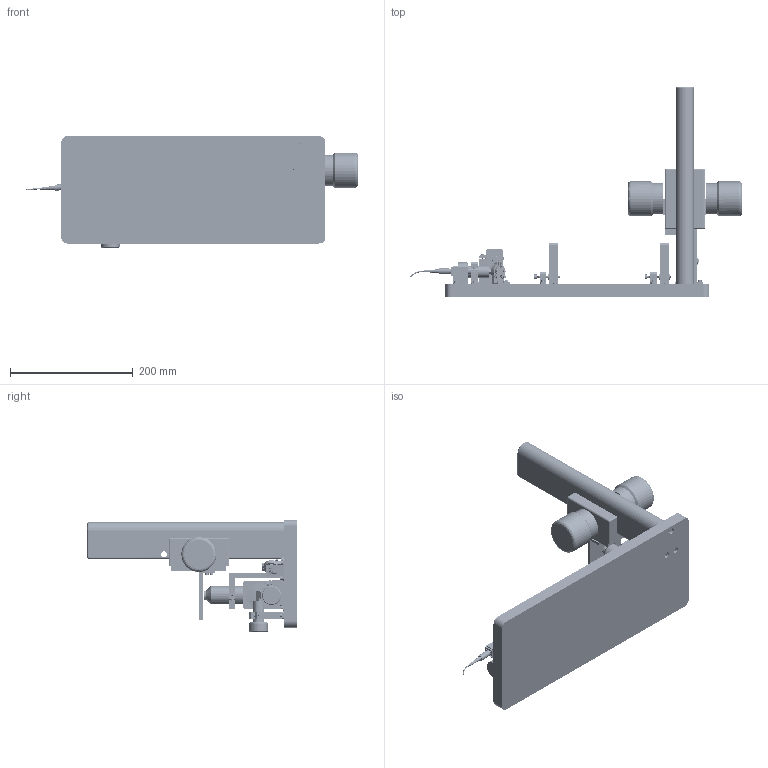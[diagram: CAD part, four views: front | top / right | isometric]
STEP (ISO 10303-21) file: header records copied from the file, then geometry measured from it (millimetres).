
FILE_DESCRIPTION (( 'STEP AP203' ), '1' );
FILE_NAME ('科研oct.STEP', '2022-05-12T05:21:37', ( '个人用户' ), ( '微软中国' ), 'SwSTEP 2.0', 'SolidWorks 2016', '' );
FILE_SCHEMA (( 'CONFIG_CONTROL_DESIGN' ));
Length unit declared in the file: millimetre
Products named in the file (115): 峚覃毀扞え釱; 毀扞え42釱; 昜噩芛10x; 内六角圆柱头螺钉M3×8; ZZJZ_15_1; 汔蔥輸; 菜4x10; 内六角圆柱头螺钉M2×6; 内六角圆柱头螺钉M4x30_M2.5×5; XFJ_4_1; 芵噩釱; 毀扞噩42 釱; FS_HD_38_1; ﾄﾚﾁﾇﾔｲﾖｷﾂﾝｶ､M3｡ﾁ8_M2.5｡ﾁ5; MANIFOLD_SOLID_BREP_4297; 内六角圆柱头螺钉M4x30; 毀扞え郪璃2; ƽ̨; FALP_2_1; 昜噩芛郪璃; 產薛え; GQT1_1_1; MANIFOLD_SOLID_BREP_243662_1; ﾄﾚﾁﾇﾔｲﾖｷﾂﾝｶ､M2｡ﾁ6_M2.5｡ﾁ5; 峚覃毀扞え釱2; 芵噩42釱; 醴噩殤; MANIFOLD_SOLID_BREP_3926; 潰聆怢; TJ1_6_1; 嫖玹釱; 毀扞え42; 褪旃oct; 娸璃; 蕾翐; xy毀扞え釱; 嫖玹郪璃; 汔蔥怢; 毀扞え郪璃; xy毀扞え
Assembly tree (85 placements, depth 3):
  毀扞え42釱
  昜噩芛10x
  内六角圆柱头螺钉M3×8
  ZZJZ_15_1
  汔蔥輸
Bounding box: 540.69 x 341 x 182.2 mm (x, y, z)
Volume: 2884047.1 mm3; surface area: 439811.3 mm2
Topology: 78 solids, 78 shells, 4105 faces, 8755 edges, 4965 vertices
Faces by surface type: cone 2242, plane 908, cylinder 749, torus 185, bspline 21
Entity records: 47105 total; most frequent: CARTESIAN_POINT 7066, DIRECTION 6530, ORIENTED_EDGE 5670, EDGE_CURVE 2835, AXIS2_PLACEMENT_3D 2450, VERTEX_POINT 1745, VECTOR 1630, LINE 1630
